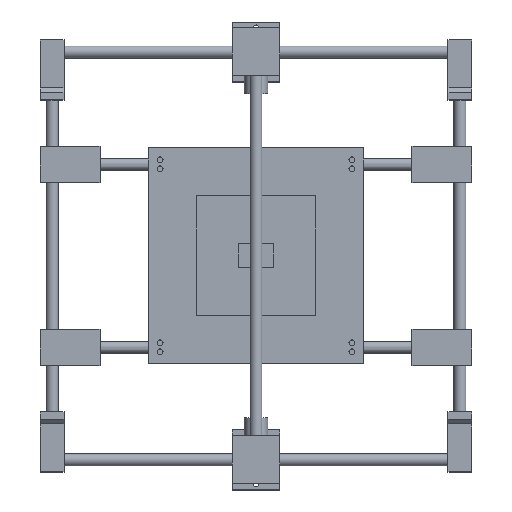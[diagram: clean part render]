
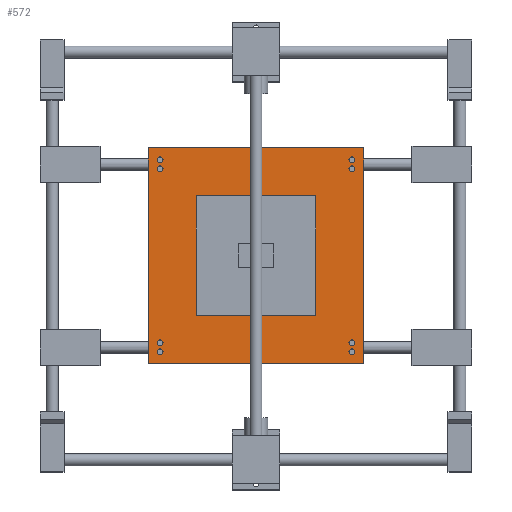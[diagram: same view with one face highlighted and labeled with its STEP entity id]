
A CAD part, top view. The second image highlights one B-rep face of the part: STEP entity #572.
In plain terms, the highlighted planar face has unit normal (0, 0, 1).
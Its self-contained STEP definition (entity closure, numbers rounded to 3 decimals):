
#279=CARTESIAN_POINT('Axis2P3D Location',(-80.,72.5,0.)) ;
#283=CARTESIAN_POINT('Vertex',(-82.5,72.5,0.)) ;
#285=CARTESIAN_POINT('Vertex',(-77.5,72.5,0.)) ;
#314=CARTESIAN_POINT('Axis2P3D Location',(-80.,72.5,0.)) ;
#331=CARTESIAN_POINT('Axis2P3D Location',(0.,0.,0.)) ;
#336=CARTESIAN_POINT('Line Origine',(0.,90.,0.)) ;
#340=CARTESIAN_POINT('Vertex',(90.,90.,0.)) ;
#342=CARTESIAN_POINT('Vertex',(-90.,90.,0.)) ;
#345=CARTESIAN_POINT('Line Origine',(-90.,0.,0.)) ;
#349=CARTESIAN_POINT('Vertex',(-90.,-90.,0.)) ;
#352=CARTESIAN_POINT('Line Origine',(0.,-90.,0.)) ;
#356=CARTESIAN_POINT('Vertex',(90.,-90.,0.)) ;
#359=CARTESIAN_POINT('Line Origine',(90.,0.,0.)) ;
#374=CARTESIAN_POINT('Axis2P3D Location',(80.,72.5,0.)) ;
#378=CARTESIAN_POINT('Vertex',(82.5,72.5,0.)) ;
#380=CARTESIAN_POINT('Vertex',(77.5,72.5,0.)) ;
#383=CARTESIAN_POINT('Axis2P3D Location',(80.,72.5,0.)) ;
#392=CARTESIAN_POINT('Axis2P3D Location',(0.,72.5,0.)) ;
#396=CARTESIAN_POINT('Vertex',(2.5,72.5,0.)) ;
#398=CARTESIAN_POINT('Vertex',(-2.5,72.5,0.)) ;
#401=CARTESIAN_POINT('Axis2P3D Location',(0.,72.5,0.)) ;
#410=CARTESIAN_POINT('Axis2P3D Location',(-80.,-72.5,0.)) ;
#414=CARTESIAN_POINT('Vertex',(-82.5,-72.5,0.)) ;
#416=CARTESIAN_POINT('Vertex',(-77.5,-72.5,0.)) ;
#419=CARTESIAN_POINT('Axis2P3D Location',(-80.,-72.5,0.)) ;
#428=CARTESIAN_POINT('Axis2P3D Location',(80.,-72.5,0.)) ;
#432=CARTESIAN_POINT('Vertex',(77.5,-72.5,0.)) ;
#434=CARTESIAN_POINT('Vertex',(82.5,-72.5,0.)) ;
#437=CARTESIAN_POINT('Axis2P3D Location',(80.,-72.5,0.)) ;
#446=CARTESIAN_POINT('Axis2P3D Location',(0.,-72.5,0.)) ;
#450=CARTESIAN_POINT('Vertex',(-2.5,-72.5,0.)) ;
#452=CARTESIAN_POINT('Vertex',(2.5,-72.5,0.)) ;
#455=CARTESIAN_POINT('Axis2P3D Location',(0.,-72.5,0.)) ;
#464=CARTESIAN_POINT('Axis2P3D Location',(0.,80.,0.)) ;
#468=CARTESIAN_POINT('Vertex',(2.5,80.,0.)) ;
#470=CARTESIAN_POINT('Vertex',(-2.5,80.,0.)) ;
#473=CARTESIAN_POINT('Axis2P3D Location',(0.,80.,0.)) ;
#482=CARTESIAN_POINT('Axis2P3D Location',(-80.,80.,0.)) ;
#486=CARTESIAN_POINT('Vertex',(-77.5,80.,0.)) ;
#488=CARTESIAN_POINT('Vertex',(-82.5,80.,0.)) ;
#491=CARTESIAN_POINT('Axis2P3D Location',(-80.,80.,0.)) ;
#500=CARTESIAN_POINT('Axis2P3D Location',(80.,80.,0.)) ;
#504=CARTESIAN_POINT('Vertex',(82.5,80.,0.)) ;
#506=CARTESIAN_POINT('Vertex',(77.5,80.,0.)) ;
#509=CARTESIAN_POINT('Axis2P3D Location',(80.,80.,0.)) ;
#518=CARTESIAN_POINT('Axis2P3D Location',(0.,-80.,0.)) ;
#522=CARTESIAN_POINT('Vertex',(2.5,-80.,0.)) ;
#524=CARTESIAN_POINT('Vertex',(-2.5,-80.,0.)) ;
#527=CARTESIAN_POINT('Axis2P3D Location',(0.,-80.,0.)) ;
#536=CARTESIAN_POINT('Axis2P3D Location',(-80.,-80.,0.)) ;
#540=CARTESIAN_POINT('Vertex',(-77.5,-80.,0.)) ;
#542=CARTESIAN_POINT('Vertex',(-82.5,-80.,0.)) ;
#545=CARTESIAN_POINT('Axis2P3D Location',(-80.,-80.,0.)) ;
#554=CARTESIAN_POINT('Axis2P3D Location',(80.,-80.,0.)) ;
#558=CARTESIAN_POINT('Vertex',(82.5,-80.,0.)) ;
#560=CARTESIAN_POINT('Vertex',(77.5,-80.,0.)) ;
#563=CARTESIAN_POINT('Axis2P3D Location',(80.,-80.,0.)) ;
#280=DIRECTION('Axis2P3D Direction',(0.,0.,1.)) ;
#315=DIRECTION('Axis2P3D Direction',(0.,0.,1.)) ;
#332=DIRECTION('Axis2P3D Direction',(0.,0.,1.)) ;
#333=DIRECTION('Axis2P3D XDirection',(1.,0.,0.)) ;
#337=DIRECTION('Vector Direction',(1.,0.,0.)) ;
#346=DIRECTION('Vector Direction',(0.,1.,0.)) ;
#353=DIRECTION('Vector Direction',(-1.,0.,0.)) ;
#360=DIRECTION('Vector Direction',(0.,-1.,0.)) ;
#375=DIRECTION('Axis2P3D Direction',(0.,0.,1.)) ;
#384=DIRECTION('Axis2P3D Direction',(0.,0.,1.)) ;
#393=DIRECTION('Axis2P3D Direction',(0.,0.,1.)) ;
#402=DIRECTION('Axis2P3D Direction',(0.,0.,1.)) ;
#411=DIRECTION('Axis2P3D Direction',(0.,0.,1.)) ;
#420=DIRECTION('Axis2P3D Direction',(0.,0.,1.)) ;
#429=DIRECTION('Axis2P3D Direction',(0.,0.,1.)) ;
#438=DIRECTION('Axis2P3D Direction',(0.,0.,1.)) ;
#447=DIRECTION('Axis2P3D Direction',(0.,0.,1.)) ;
#456=DIRECTION('Axis2P3D Direction',(0.,0.,1.)) ;
#465=DIRECTION('Axis2P3D Direction',(0.,0.,1.)) ;
#474=DIRECTION('Axis2P3D Direction',(0.,0.,1.)) ;
#483=DIRECTION('Axis2P3D Direction',(0.,0.,1.)) ;
#492=DIRECTION('Axis2P3D Direction',(0.,0.,1.)) ;
#501=DIRECTION('Axis2P3D Direction',(0.,0.,1.)) ;
#510=DIRECTION('Axis2P3D Direction',(0.,0.,1.)) ;
#519=DIRECTION('Axis2P3D Direction',(0.,0.,1.)) ;
#528=DIRECTION('Axis2P3D Direction',(0.,0.,1.)) ;
#537=DIRECTION('Axis2P3D Direction',(0.,0.,1.)) ;
#546=DIRECTION('Axis2P3D Direction',(0.,0.,1.)) ;
#555=DIRECTION('Axis2P3D Direction',(0.,0.,1.)) ;
#564=DIRECTION('Axis2P3D Direction',(0.,0.,1.)) ;
#281=AXIS2_PLACEMENT_3D('Circle Axis2P3D',#279,#280,$) ;
#316=AXIS2_PLACEMENT_3D('Circle Axis2P3D',#314,#315,$) ;
#334=AXIS2_PLACEMENT_3D('Plane Axis2P3D',#331,#332,#333) ;
#376=AXIS2_PLACEMENT_3D('Circle Axis2P3D',#374,#375,$) ;
#385=AXIS2_PLACEMENT_3D('Circle Axis2P3D',#383,#384,$) ;
#394=AXIS2_PLACEMENT_3D('Circle Axis2P3D',#392,#393,$) ;
#403=AXIS2_PLACEMENT_3D('Circle Axis2P3D',#401,#402,$) ;
#412=AXIS2_PLACEMENT_3D('Circle Axis2P3D',#410,#411,$) ;
#421=AXIS2_PLACEMENT_3D('Circle Axis2P3D',#419,#420,$) ;
#430=AXIS2_PLACEMENT_3D('Circle Axis2P3D',#428,#429,$) ;
#439=AXIS2_PLACEMENT_3D('Circle Axis2P3D',#437,#438,$) ;
#448=AXIS2_PLACEMENT_3D('Circle Axis2P3D',#446,#447,$) ;
#457=AXIS2_PLACEMENT_3D('Circle Axis2P3D',#455,#456,$) ;
#466=AXIS2_PLACEMENT_3D('Circle Axis2P3D',#464,#465,$) ;
#475=AXIS2_PLACEMENT_3D('Circle Axis2P3D',#473,#474,$) ;
#484=AXIS2_PLACEMENT_3D('Circle Axis2P3D',#482,#483,$) ;
#493=AXIS2_PLACEMENT_3D('Circle Axis2P3D',#491,#492,$) ;
#502=AXIS2_PLACEMENT_3D('Circle Axis2P3D',#500,#501,$) ;
#511=AXIS2_PLACEMENT_3D('Circle Axis2P3D',#509,#510,$) ;
#520=AXIS2_PLACEMENT_3D('Circle Axis2P3D',#518,#519,$) ;
#529=AXIS2_PLACEMENT_3D('Circle Axis2P3D',#527,#528,$) ;
#538=AXIS2_PLACEMENT_3D('Circle Axis2P3D',#536,#537,$) ;
#547=AXIS2_PLACEMENT_3D('Circle Axis2P3D',#545,#546,$) ;
#556=AXIS2_PLACEMENT_3D('Circle Axis2P3D',#554,#555,$) ;
#565=AXIS2_PLACEMENT_3D('Circle Axis2P3D',#563,#564,$) ;
#365=ORIENTED_EDGE('',*,*,#344,.T.) ;
#366=ORIENTED_EDGE('',*,*,#351,.T.) ;
#367=ORIENTED_EDGE('',*,*,#358,.T.) ;
#368=ORIENTED_EDGE('',*,*,#363,.T.) ;
#371=ORIENTED_EDGE('',*,*,#318,.F.) ;
#372=ORIENTED_EDGE('',*,*,#287,.F.) ;
#389=ORIENTED_EDGE('',*,*,#382,.F.) ;
#390=ORIENTED_EDGE('',*,*,#387,.F.) ;
#407=ORIENTED_EDGE('',*,*,#400,.F.) ;
#408=ORIENTED_EDGE('',*,*,#405,.F.) ;
#425=ORIENTED_EDGE('',*,*,#418,.F.) ;
#426=ORIENTED_EDGE('',*,*,#423,.F.) ;
#443=ORIENTED_EDGE('',*,*,#436,.F.) ;
#444=ORIENTED_EDGE('',*,*,#441,.F.) ;
#461=ORIENTED_EDGE('',*,*,#454,.F.) ;
#462=ORIENTED_EDGE('',*,*,#459,.F.) ;
#479=ORIENTED_EDGE('',*,*,#472,.F.) ;
#480=ORIENTED_EDGE('',*,*,#477,.F.) ;
#497=ORIENTED_EDGE('',*,*,#490,.F.) ;
#498=ORIENTED_EDGE('',*,*,#495,.F.) ;
#515=ORIENTED_EDGE('',*,*,#508,.F.) ;
#516=ORIENTED_EDGE('',*,*,#513,.F.) ;
#533=ORIENTED_EDGE('',*,*,#526,.T.) ;
#534=ORIENTED_EDGE('',*,*,#531,.T.) ;
#551=ORIENTED_EDGE('',*,*,#544,.T.) ;
#552=ORIENTED_EDGE('',*,*,#549,.T.) ;
#569=ORIENTED_EDGE('',*,*,#562,.T.) ;
#570=ORIENTED_EDGE('',*,*,#567,.T.) ;
#373=FACE_BOUND('',#370,.T.) ;
#391=FACE_BOUND('',#388,.T.) ;
#409=FACE_BOUND('',#406,.T.) ;
#427=FACE_BOUND('',#424,.T.) ;
#445=FACE_BOUND('',#442,.T.) ;
#463=FACE_BOUND('',#460,.T.) ;
#481=FACE_BOUND('',#478,.T.) ;
#499=FACE_BOUND('',#496,.T.) ;
#517=FACE_BOUND('',#514,.T.) ;
#535=FACE_BOUND('',#532,.T.) ;
#553=FACE_BOUND('',#550,.T.) ;
#571=FACE_BOUND('',#568,.T.) ;
#338=VECTOR('Line Direction',#337,1.) ;
#347=VECTOR('Line Direction',#346,1.) ;
#354=VECTOR('Line Direction',#353,1.) ;
#361=VECTOR('Line Direction',#360,1.) ;
#572=ADVANCED_FACE('PartBody',(#369,#373,#391,#409,#427,#445,#463,#481,#499,#517,#535,#553,#571),#335,.T.) ;
#282=CIRCLE('generated circle',#281,2.5) ;
#317=CIRCLE('generated circle',#316,2.5) ;
#377=CIRCLE('generated circle',#376,2.5) ;
#386=CIRCLE('generated circle',#385,2.5) ;
#395=CIRCLE('generated circle',#394,2.5) ;
#404=CIRCLE('generated circle',#403,2.5) ;
#413=CIRCLE('generated circle',#412,2.5) ;
#422=CIRCLE('generated circle',#421,2.5) ;
#431=CIRCLE('generated circle',#430,2.5) ;
#440=CIRCLE('generated circle',#439,2.5) ;
#449=CIRCLE('generated circle',#448,2.5) ;
#458=CIRCLE('generated circle',#457,2.5) ;
#467=CIRCLE('generated circle',#466,2.5) ;
#476=CIRCLE('generated circle',#475,2.5) ;
#485=CIRCLE('generated circle',#484,2.5) ;
#494=CIRCLE('generated circle',#493,2.5) ;
#503=CIRCLE('generated circle',#502,2.5) ;
#512=CIRCLE('generated circle',#511,2.5) ;
#521=CIRCLE('generated circle',#520,2.5) ;
#530=CIRCLE('generated circle',#529,2.5) ;
#539=CIRCLE('generated circle',#538,2.5) ;
#548=CIRCLE('generated circle',#547,2.5) ;
#557=CIRCLE('generated circle',#556,2.5) ;
#566=CIRCLE('generated circle',#565,2.5) ;
#287=EDGE_CURVE('',#284,#286,#282,.T.) ;
#318=EDGE_CURVE('',#286,#284,#317,.T.) ;
#344=EDGE_CURVE('',#341,#343,#339,.F.) ;
#351=EDGE_CURVE('',#343,#350,#348,.F.) ;
#358=EDGE_CURVE('',#350,#357,#355,.F.) ;
#363=EDGE_CURVE('',#357,#341,#362,.F.) ;
#382=EDGE_CURVE('',#379,#381,#377,.T.) ;
#387=EDGE_CURVE('',#381,#379,#386,.T.) ;
#400=EDGE_CURVE('',#397,#399,#395,.T.) ;
#405=EDGE_CURVE('',#399,#397,#404,.T.) ;
#418=EDGE_CURVE('',#415,#417,#413,.T.) ;
#423=EDGE_CURVE('',#417,#415,#422,.T.) ;
#436=EDGE_CURVE('',#433,#435,#431,.T.) ;
#441=EDGE_CURVE('',#435,#433,#440,.T.) ;
#454=EDGE_CURVE('',#451,#453,#449,.T.) ;
#459=EDGE_CURVE('',#453,#451,#458,.T.) ;
#472=EDGE_CURVE('',#469,#471,#467,.T.) ;
#477=EDGE_CURVE('',#471,#469,#476,.T.) ;
#490=EDGE_CURVE('',#487,#489,#485,.T.) ;
#495=EDGE_CURVE('',#489,#487,#494,.T.) ;
#508=EDGE_CURVE('',#505,#507,#503,.T.) ;
#513=EDGE_CURVE('',#507,#505,#512,.T.) ;
#526=EDGE_CURVE('',#523,#525,#521,.F.) ;
#531=EDGE_CURVE('',#525,#523,#530,.F.) ;
#544=EDGE_CURVE('',#541,#543,#539,.F.) ;
#549=EDGE_CURVE('',#543,#541,#548,.F.) ;
#562=EDGE_CURVE('',#559,#561,#557,.F.) ;
#567=EDGE_CURVE('',#561,#559,#566,.F.) ;
#364=EDGE_LOOP('',(#365,#366,#367,#368)) ;
#370=EDGE_LOOP('',(#371,#372)) ;
#388=EDGE_LOOP('',(#389,#390)) ;
#406=EDGE_LOOP('',(#407,#408)) ;
#424=EDGE_LOOP('',(#425,#426)) ;
#442=EDGE_LOOP('',(#443,#444)) ;
#460=EDGE_LOOP('',(#461,#462)) ;
#478=EDGE_LOOP('',(#479,#480)) ;
#496=EDGE_LOOP('',(#497,#498)) ;
#514=EDGE_LOOP('',(#515,#516)) ;
#532=EDGE_LOOP('',(#533,#534)) ;
#550=EDGE_LOOP('',(#551,#552)) ;
#568=EDGE_LOOP('',(#569,#570)) ;
#369=FACE_OUTER_BOUND('',#364,.T.) ;
#339=LINE('Line',#336,#338) ;
#348=LINE('Line',#345,#347) ;
#355=LINE('Line',#352,#354) ;
#362=LINE('Line',#359,#361) ;
#335=PLANE('Plane',#334) ;
#284=VERTEX_POINT('',#283) ;
#286=VERTEX_POINT('',#285) ;
#341=VERTEX_POINT('',#340) ;
#343=VERTEX_POINT('',#342) ;
#350=VERTEX_POINT('',#349) ;
#357=VERTEX_POINT('',#356) ;
#379=VERTEX_POINT('',#378) ;
#381=VERTEX_POINT('',#380) ;
#397=VERTEX_POINT('',#396) ;
#399=VERTEX_POINT('',#398) ;
#415=VERTEX_POINT('',#414) ;
#417=VERTEX_POINT('',#416) ;
#433=VERTEX_POINT('',#432) ;
#435=VERTEX_POINT('',#434) ;
#451=VERTEX_POINT('',#450) ;
#453=VERTEX_POINT('',#452) ;
#469=VERTEX_POINT('',#468) ;
#471=VERTEX_POINT('',#470) ;
#487=VERTEX_POINT('',#486) ;
#489=VERTEX_POINT('',#488) ;
#505=VERTEX_POINT('',#504) ;
#507=VERTEX_POINT('',#506) ;
#523=VERTEX_POINT('',#522) ;
#525=VERTEX_POINT('',#524) ;
#541=VERTEX_POINT('',#540) ;
#543=VERTEX_POINT('',#542) ;
#559=VERTEX_POINT('',#558) ;
#561=VERTEX_POINT('',#560) ;
